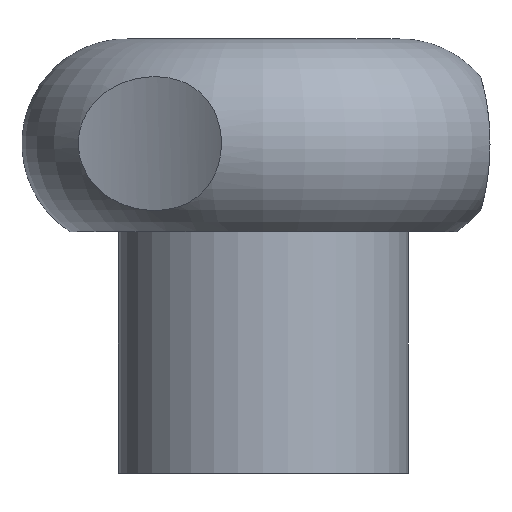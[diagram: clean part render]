
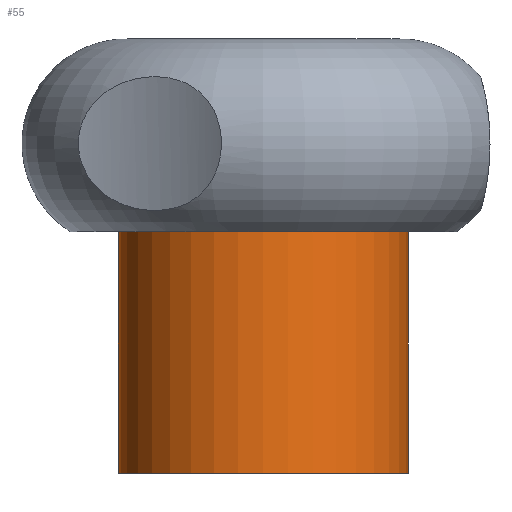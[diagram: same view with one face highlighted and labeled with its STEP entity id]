
A CAD part, left-side view. The second image highlights one B-rep face of the part: STEP entity #55.
In plain terms, the highlighted cylindrical face has radius 6 mm (diameter 12 mm), a full revolution.
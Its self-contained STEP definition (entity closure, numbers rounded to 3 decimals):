
#55 = ADVANCED_FACE( '', ( #117, #118 ), #119, .T. );
#117 = FACE_OUTER_BOUND( '', #176, .T. );
#118 = FACE_OUTER_BOUND( '', #177, .T. );
#119 = CYLINDRICAL_SURFACE( '', #178, 6. );
#176 = EDGE_LOOP( '', ( #247 ) );
#177 = EDGE_LOOP( '', ( #248 ) );
#178 = AXIS2_PLACEMENT_3D( '', #249, #250, #251 );
#247 = ORIENTED_EDGE( '', *, *, #287, .F. );
#248 = ORIENTED_EDGE( '', *, *, #289, .T. );
#249 = CARTESIAN_POINT( '', ( 0., 0., 57.15 ) );
#250 = DIRECTION( '', ( 0., 0., -1. ) );
#251 = DIRECTION( '', ( 1., 0., 0. ) );
#287 = EDGE_CURVE( '', #324, #324, #325, .T. );
#289 = EDGE_CURVE( '', #327, #327, #328, .T. );
#324 = VERTEX_POINT( '', #538 );
#325 = CIRCLE( '', #539, 6. );
#327 = VERTEX_POINT( '', #541 );
#328 = CIRCLE( '', #542, 6. );
#538 = CARTESIAN_POINT( '', ( 6., 0., 10. ) );
#539 = AXIS2_PLACEMENT_3D( '', #572, #573, #574 );
#541 = CARTESIAN_POINT( '', ( 6., 0., 0. ) );
#542 = AXIS2_PLACEMENT_3D( '', #575, #576, #577 );
#572 = CARTESIAN_POINT( '', ( 0., 0., 10. ) );
#573 = DIRECTION( '', ( 0., 0., 1. ) );
#574 = DIRECTION( '', ( 1., 0., 0. ) );
#575 = CARTESIAN_POINT( '', ( 0., 0., 0. ) );
#576 = DIRECTION( '', ( 0., 0., 1. ) );
#577 = DIRECTION( '', ( 1., 0., 0. ) );
